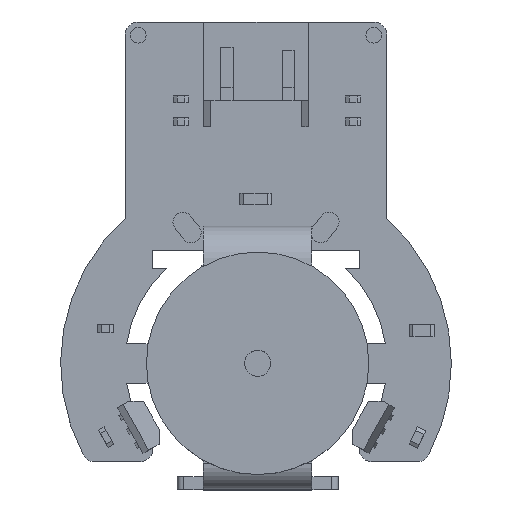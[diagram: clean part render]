
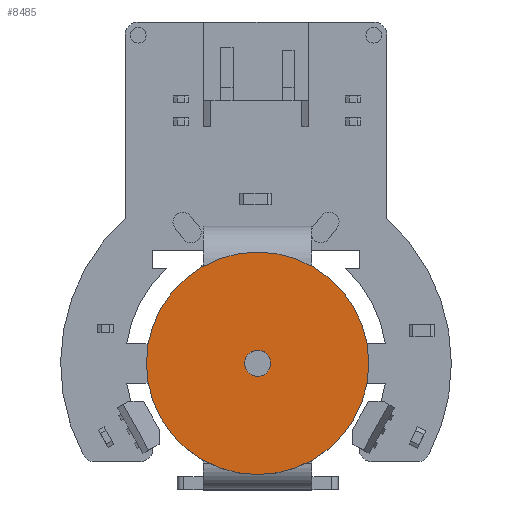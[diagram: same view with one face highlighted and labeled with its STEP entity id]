
A CAD part, top view. The second image highlights one B-rep face of the part: STEP entity #8485.
In plain terms, the highlighted planar face has unit normal (0, 0, 1).
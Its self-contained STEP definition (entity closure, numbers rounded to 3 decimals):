
#874 = EDGE_CURVE ( 'NONE', #10307, #5058, #6814, .T. ) ;
#922 = CARTESIAN_POINT ( 'NONE',  ( 26.083, 36.92, 98.75 ) ) ;
#1114 = EDGE_CURVE ( 'NONE', #6571, #11715, #14662, .T. ) ;
#4307 = ORIENTED_EDGE ( 'NONE', *, *, #17208, .T. ) ;
#4317 = DIRECTION ( 'NONE',  ( -1., 0., 0. ) ) ;
#4772 = PLANE ( 'NONE',  #13415 ) ;
#5018 = CARTESIAN_POINT ( 'NONE',  ( 16.583, 36.92, 98.75 ) ) ;
#5058 = VERTEX_POINT ( 'NONE', #5018 ) ;
#5416 = CIRCLE ( 'NONE', #8203, 8.5 ) ;
#5852 = ORIENTED_EDGE ( 'NONE', *, *, #874, .T. ) ;
#5876 = CARTESIAN_POINT ( 'NONE',  ( 25.083, 36.92, 98.75 ) ) ;
#6043 = EDGE_CURVE ( 'NONE', #11715, #6571, #13215, .T. ) ;
#6521 = CARTESIAN_POINT ( 'NONE',  ( 25.083, 36.92, 98.75 ) ) ;
#6571 = VERTEX_POINT ( 'NONE', #922 ) ;
#6814 = CIRCLE ( 'NONE', #11804, 8.5 ) ;
#7235 = DIRECTION ( 'NONE',  ( -1., 0., 0. ) ) ;
#7750 = DIRECTION ( 'NONE',  ( 1., 0., 0. ) ) ;
#8032 = DIRECTION ( 'NONE',  ( 0., 0., -1. ) ) ;
#8203 = AXIS2_PLACEMENT_3D ( 'NONE', #6521, #12618, #7235 ) ;
#8485 = ADVANCED_FACE ( 'NONE', ( #11644, #10161 ), #4772, .T. ) ;
#8675 = EDGE_LOOP ( 'NONE', ( #4307, #5852 ) ) ;
#8956 = DIRECTION ( 'NONE',  ( 0., 0., 1. ) ) ;
#9331 = DIRECTION ( 'NONE',  ( -1., 0., 0. ) ) ;
#10161 = FACE_OUTER_BOUND ( 'NONE', #8675, .T. ) ;
#10307 = VERTEX_POINT ( 'NONE', #15899 ) ;
#10801 = CARTESIAN_POINT ( 'NONE',  ( 25.083, 36.92, 98.75 ) ) ;
#11240 = AXIS2_PLACEMENT_3D ( 'NONE', #14092, #15395, #11312 ) ;
#11312 = DIRECTION ( 'NONE',  ( -1., 0., 0. ) ) ;
#11644 = FACE_BOUND ( 'NONE', #15551, .T. ) ;
#11715 = VERTEX_POINT ( 'NONE', #14429 ) ;
#11804 = AXIS2_PLACEMENT_3D ( 'NONE', #5876, #15021, #4317 ) ;
#12355 = ORIENTED_EDGE ( 'NONE', *, *, #6043, .T. ) ;
#12618 = DIRECTION ( 'NONE',  ( 0., 0., 1. ) ) ;
#13215 = CIRCLE ( 'NONE', #11240, 1. ) ;
#13415 = AXIS2_PLACEMENT_3D ( 'NONE', #16955, #8956, #7750 ) ;
#13625 = ORIENTED_EDGE ( 'NONE', *, *, #1114, .T. ) ;
#14092 = CARTESIAN_POINT ( 'NONE',  ( 25.083, 36.92, 98.75 ) ) ;
#14429 = CARTESIAN_POINT ( 'NONE',  ( 24.083, 36.92, 98.75 ) ) ;
#14662 = CIRCLE ( 'NONE', #16598, 1. ) ;
#15021 = DIRECTION ( 'NONE',  ( 0., 0., 1. ) ) ;
#15395 = DIRECTION ( 'NONE',  ( 0., 0., -1. ) ) ;
#15551 = EDGE_LOOP ( 'NONE', ( #12355, #13625 ) ) ;
#15899 = CARTESIAN_POINT ( 'NONE',  ( 33.583, 36.92, 98.75 ) ) ;
#16598 = AXIS2_PLACEMENT_3D ( 'NONE', #10801, #8032, #9331 ) ;
#16955 = CARTESIAN_POINT ( 'NONE',  ( 25.083, 36.92, 98.75 ) ) ;
#17208 = EDGE_CURVE ( 'NONE', #5058, #10307, #5416, .T. ) ;
